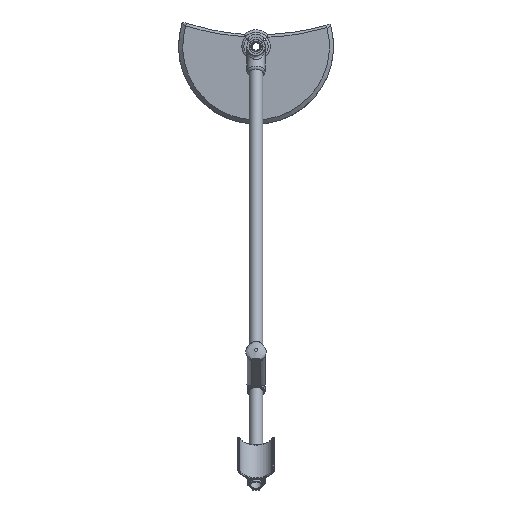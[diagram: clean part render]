
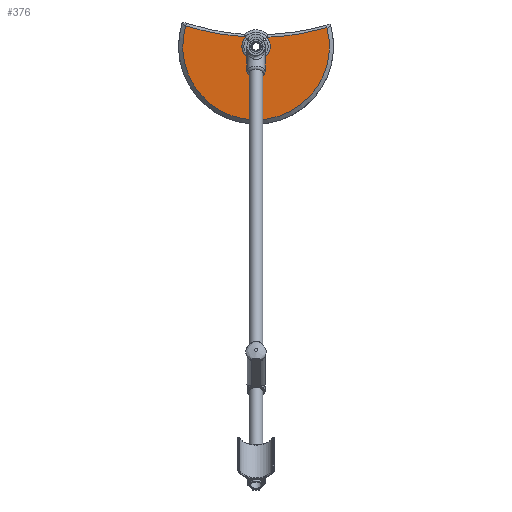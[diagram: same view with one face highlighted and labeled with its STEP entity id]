
A CAD part, top view. The second image highlights one B-rep face of the part: STEP entity #376.
In plain terms, the highlighted planar face has unit normal (0, 0, 1).
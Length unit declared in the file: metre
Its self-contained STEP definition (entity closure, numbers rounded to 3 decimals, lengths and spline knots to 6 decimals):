
#376 = ADVANCED_FACE( '', ( #861, #862, #863, #864, #865, #866 ), #867, .T. );
#861 = FACE_BOUND( '', #5260, .T. );
#862 = FACE_BOUND( '', #5261, .T. );
#863 = FACE_BOUND( '', #5262, .T. );
#864 = FACE_BOUND( '', #5263, .T. );
#865 = FACE_OUTER_BOUND( '', #5264, .T. );
#866 = FACE_BOUND( '', #5265, .T. );
#867 = PLANE( '', #5266 );
#5260 = EDGE_LOOP( '', ( #8274 ) );
#5261 = EDGE_LOOP( '', ( #8275 ) );
#5262 = EDGE_LOOP( '', ( #8276 ) );
#5263 = EDGE_LOOP( '', ( #8277 ) );
#5264 = EDGE_LOOP( '', ( #8278, #8279, #8280, #8281, #8282, #8283 ) );
#5265 = EDGE_LOOP( '', ( #8284 ) );
#5266 = AXIS2_PLACEMENT_3D( '', #8285, #8286, #8287 );
#8274 = ORIENTED_EDGE( '', *, *, #9403, .F. );
#8275 = ORIENTED_EDGE( '', *, *, #9283, .F. );
#8276 = ORIENTED_EDGE( '', *, *, #9404, .F. );
#8277 = ORIENTED_EDGE( '', *, *, #9405, .F. );
#8278 = ORIENTED_EDGE( '', *, *, #9406, .T. );
#8279 = ORIENTED_EDGE( '', *, *, #9234, .T. );
#8280 = ORIENTED_EDGE( '', *, *, #9263, .T. );
#8281 = ORIENTED_EDGE( '', *, *, #9407, .T. );
#8282 = ORIENTED_EDGE( '', *, *, #9089, .T. );
#8283 = ORIENTED_EDGE( '', *, *, #9408, .T. );
#8284 = ORIENTED_EDGE( '', *, *, #9409, .F. );
#8285 = CARTESIAN_POINT( '', ( 0., -0.051243, 0. ) );
#8286 = DIRECTION( '', ( 0., 0., 1. ) );
#8287 = DIRECTION( '', ( 1., 0., 0. ) );
#9089 = EDGE_CURVE( '', #9662, #9660, #9663, .T. );
#9234 = EDGE_CURVE( '', #9907, #9905, #9908, .T. );
#9263 = EDGE_CURVE( '', #9905, #9955, #9956, .T. );
#9283 = EDGE_CURVE( '', #9987, #9987, #9988, .T. );
#9403 = EDGE_CURVE( '', #10164, #10164, #10165, .T. );
#9404 = EDGE_CURVE( '', #10166, #10166, #10167, .T. );
#9405 = EDGE_CURVE( '', #10168, #10168, #10169, .T. );
#9406 = EDGE_CURVE( '', #10170, #9907, #10171, .T. );
#9407 = EDGE_CURVE( '', #9955, #9662, #10172, .T. );
#9408 = EDGE_CURVE( '', #9660, #10170, #10173, .T. );
#9409 = EDGE_CURVE( '', #10174, #10174, #10175, .T. );
#9660 = VERTEX_POINT( '', #10480 );
#9662 = VERTEX_POINT( '', #10545 );
#9663 = B_SPLINE_CURVE_WITH_KNOTS( '', 3, ( #10546, #10547, #10548, #10549, #10550, #10551, #10552, #10553, #10554, #10555, #10556, #10557, #10558, #10559, #10560, #10561, #10562 ), .UNSPECIFIED., .F., .F., ( 4, 1, 1, 2, 1, 1, 1, 2, 2, 2, 4 ), ( 0., 0.014764, 0.029528, 0.044291, 0.051673, 0.055364, 0.05721, 0.058132, 0.059055, 0.088583, 0.11811 ), .UNSPECIFIED. );
#9905 = VERTEX_POINT( '', #11687 );
#9907 = VERTEX_POINT( '', #11692 );
#9908 = B_SPLINE_CURVE_WITH_KNOTS( '', 3, ( #11693, #11694, #11695, #11696 ), .UNSPECIFIED., .F., .F., ( 4, 4 ), ( 0., 0.000057 ), .UNSPECIFIED. );
#9955 = VERTEX_POINT( '', #11865 );
#9956 = CIRCLE( '', #11866, 0.142 );
#9987 = VERTEX_POINT( '', #12019 );
#9988 = CIRCLE( '', #12020, 0.002 );
#10164 = VERTEX_POINT( '', #13466 );
#10165 = CIRCLE( '', #13467, 0.002 );
#10166 = VERTEX_POINT( '', #13468 );
#10167 = CIRCLE( '', #13469, 0.002 );
#10168 = VERTEX_POINT( '', #13470 );
#10169 = CIRCLE( '', #13471, 0.002 );
#10170 = VERTEX_POINT( '', #13472 );
#10171 = B_SPLINE_CURVE_WITH_KNOTS( '', 3, ( #13473, #13474, #13475, #13476, #13477, #13478, #13479, #13480, #13481, #13482, #13483, #13484, #13485, #13486, #13487, #13488, #13489 ), .UNSPECIFIED., .F., .F., ( 4, 2, 2, 2, 1, 1, 1, 2, 1, 1, 4 ), ( 0., 0.02952, 0.059041, 0.059963, 0.060886, 0.062731, 0.066421, 0.073801, 0.088561, 0.103321, 0.118081 ), .UNSPECIFIED. );
#10172 = B_SPLINE_CURVE_WITH_KNOTS( '', 3, ( #13490, #13491, #13492, #13493 ), .UNSPECIFIED., .F., .F., ( 4, 4 ), ( 0., 0.000057 ), .UNSPECIFIED. );
#10173 = CIRCLE( '', #13494, 0.0275 );
#10174 = VERTEX_POINT( '', #13495 );
#10175 = CIRCLE( '', #13496, 0.01 );
#10480 = CARTESIAN_POINT( '', ( 0.020828, 0.017957, 0. ) );
#10545 = CARTESIAN_POINT( '', ( 0.137227, 0.036503, 0. ) );
#10546 = CARTESIAN_POINT( '', ( 0.137227, 0.036503, 0. ) );
#10547 = CARTESIAN_POINT( '', ( 0.132489, 0.035145, 0. ) );
#10548 = CARTESIAN_POINT( '', ( 0.12298, 0.032566, 0. ) );
#10549 = CARTESIAN_POINT( '', ( 0.108623, 0.02912, 0. ) );
#10550 = CARTESIAN_POINT( '', ( 0.098986, 0.027111, 0. ) );
#10551 = CARTESIAN_POINT( '', ( 0.091734, 0.025715, 0. ) );
#10552 = CARTESIAN_POINT( '', ( 0.088102, 0.025044, 0. ) );
#10553 = CARTESIAN_POINT( '', ( 0.083853, 0.02431, 0. ) );
#10554 = CARTESIAN_POINT( '', ( 0.081726, 0.023956, 0. ) );
#10555 = CARTESIAN_POINT( '', ( 0.080814, 0.023807, 0. ) );
#10556 = CARTESIAN_POINT( '', ( 0.080206, 0.023708, 0. ) );
#10557 = CARTESIAN_POINT( '', ( 0.079902, 0.023658, 0. ) );
#10558 = CARTESIAN_POINT( '', ( 0.069863, 0.022045, 0. ) );
#10559 = CARTESIAN_POINT( '', ( 0.060098, 0.020788, 0. ) );
#10560 = CARTESIAN_POINT( '', ( 0.040509, 0.018899, 0. ) );
#10561 = CARTESIAN_POINT( '', ( 0.030684, 0.018268, 0. ) );
#10562 = CARTESIAN_POINT( '', ( 0.020828, 0.017957, 0. ) );
#11687 = CARTESIAN_POINT( '', ( -0.136186, 0.040215, 0. ) );
#11692 = CARTESIAN_POINT( '', ( -0.13617, 0.04027, 0. ) );
#11693 = CARTESIAN_POINT( '', ( -0.13617, 0.04027, 0. ) );
#11694 = CARTESIAN_POINT( '', ( -0.136175, 0.040252, 0. ) );
#11695 = CARTESIAN_POINT( '', ( -0.136181, 0.040233, 0. ) );
#11696 = CARTESIAN_POINT( '', ( -0.136186, 0.040215, 0. ) );
#11865 = CARTESIAN_POINT( '', ( 0.137243, 0.036448, 0. ) );
#11866 = AXIS2_PLACEMENT_3D( '', #14454, #14455, #14456 );
#12019 = CARTESIAN_POINT( '', ( -0.014077, -0.013798, 0. ) );
#12020 = AXIS2_PLACEMENT_3D( '', #14475, #14476, #14477 );
#13466 = CARTESIAN_POINT( '', ( -0.013689, 0.014332, 0. ) );
#13467 = AXIS2_PLACEMENT_3D( '', #14636, #14637, #14638 );
#13468 = CARTESIAN_POINT( '', ( 0.017688, -0.01425, 0. ) );
#13469 = AXIS2_PLACEMENT_3D( '', #14639, #14640, #14641 );
#13470 = CARTESIAN_POINT( '', ( 0.018056, 0.014143, 0. ) );
#13471 = AXIS2_PLACEMENT_3D( '', #14642, #14643, #14644 );
#13472 = CARTESIAN_POINT( '', ( -0.020325, 0.018524, 0. ) );
#13473 = CARTESIAN_POINT( '', ( -0.020325, 0.018524, 0. ) );
#13474 = CARTESIAN_POINT( '', ( -0.030169, 0.019106, 0. ) );
#13475 = CARTESIAN_POINT( '', ( -0.039973, 0.020008, 0. ) );
#13476 = CARTESIAN_POINT( '', ( -0.059503, 0.022436, 0. ) );
#13477 = CARTESIAN_POINT( '', ( -0.069229, 0.023962, 0. ) );
#13478 = CARTESIAN_POINT( '', ( -0.07922, 0.025851, 0. ) );
#13479 = CARTESIAN_POINT( '', ( -0.079522, 0.025908, 0. ) );
#13480 = CARTESIAN_POINT( '', ( -0.080128, 0.026024, 0. ) );
#13481 = CARTESIAN_POINT( '', ( -0.081035, 0.026198, 0. ) );
#13482 = CARTESIAN_POINT( '', ( -0.083152, 0.026611, 0. ) );
#13483 = CARTESIAN_POINT( '', ( -0.087379, 0.027462, 0. ) );
#13484 = CARTESIAN_POINT( '', ( -0.090991, 0.028232, 0. ) );
#13485 = CARTESIAN_POINT( '', ( -0.098202, 0.029828, 0. ) );
#13486 = CARTESIAN_POINT( '', ( -0.107779, 0.032101, 0. ) );
#13487 = CARTESIAN_POINT( '', ( -0.122036, 0.035941, 0. ) );
#13488 = CARTESIAN_POINT( '', ( -0.13147, 0.038781, 0. ) );
#13489 = CARTESIAN_POINT( '', ( -0.13617, 0.04027, 0. ) );
#13490 = CARTESIAN_POINT( '', ( 0.137243, 0.036448, 0. ) );
#13491 = CARTESIAN_POINT( '', ( 0.137238, 0.036466, 0. ) );
#13492 = CARTESIAN_POINT( '', ( 0.137233, 0.036485, 0. ) );
#13493 = CARTESIAN_POINT( '', ( 0.137227, 0.036503, 0. ) );
#13494 = AXIS2_PLACEMENT_3D( '', #14645, #14646, #14647 );
#13495 = CARTESIAN_POINT( '', ( 0.01, 0., 0. ) );
#13496 = AXIS2_PLACEMENT_3D( '', #14648, #14649, #14650 );
#14454 = CARTESIAN_POINT( '', ( 0., 0., 0. ) );
#14455 = DIRECTION( '', ( 0., 0., 1. ) );
#14456 = DIRECTION( '', ( 1., 0., 0. ) );
#14475 = CARTESIAN_POINT( '', ( -0.016076, -0.01386, 0. ) );
#14476 = DIRECTION( '', ( 0., 0., 1. ) );
#14477 = DIRECTION( '', ( 1., 0.031, 0. ) );
#14636 = CARTESIAN_POINT( '', ( -0.015689, 0.014298, 0. ) );
#14637 = DIRECTION( '', ( 0., 0., 1. ) );
#14638 = DIRECTION( '', ( 1., 0.017, 0. ) );
#14639 = CARTESIAN_POINT( '', ( 0.015689, -0.014298, 0. ) );
#14640 = DIRECTION( '', ( 0., 0., 1. ) );
#14641 = DIRECTION( '', ( 1., 0.024, 0. ) );
#14642 = CARTESIAN_POINT( '', ( 0.016076, 0.01386, 0. ) );
#14643 = DIRECTION( '', ( 0., 0., 1. ) );
#14644 = DIRECTION( '', ( 0.99, 0.141, 0. ) );
#14645 = CARTESIAN_POINT( '', ( 0., 0., 0. ) );
#14646 = DIRECTION( '', ( 0., 0., 1. ) );
#14647 = DIRECTION( '', ( 1., 0., 0. ) );
#14648 = CARTESIAN_POINT( '', ( 0., 0., 0. ) );
#14649 = DIRECTION( '', ( 0., 0., 1. ) );
#14650 = DIRECTION( '', ( 1., 0., 0. ) );
